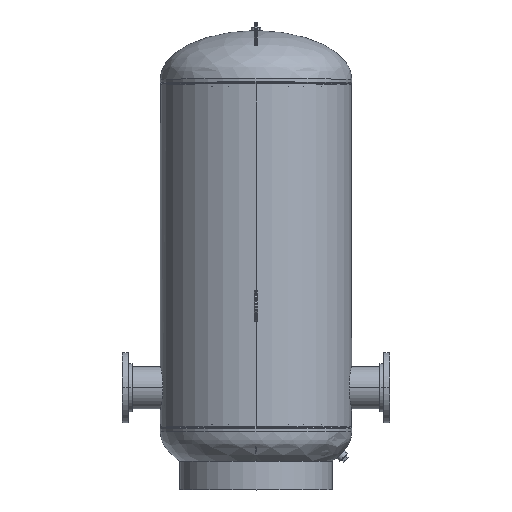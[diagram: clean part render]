
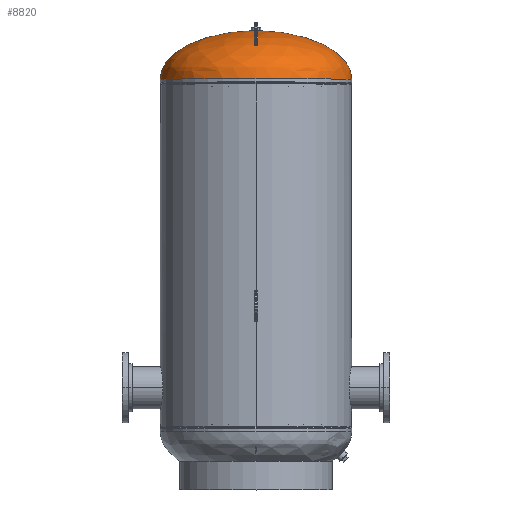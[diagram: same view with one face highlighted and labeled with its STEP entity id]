
A CAD part, top view. The second image highlights one B-rep face of the part: STEP entity #8820.
In plain terms, the highlighted free-form (B-spline) face has degree [3, 3] with [4, 4] control points.
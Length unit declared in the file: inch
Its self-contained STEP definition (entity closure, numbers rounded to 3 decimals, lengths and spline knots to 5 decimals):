
#112 = CARTESIAN_POINT ( 'NONE',  ( -15., 5.08686, 30. ) ) ;
#174 = CARTESIAN_POINT ( 'NONE',  ( -0.625, 8.36841, 0. ) ) ;
#177 = CARTESIAN_POINT ( 'NONE',  ( 9.11675, 8.18929, 18.23349 ) ) ;
#237 = DIRECTION ( 'NONE',  ( 0., 1., 0. ) ) ;
#316 = CARTESIAN_POINT ( 'NONE',  ( -0.625, 8.36841, 1.25 ) ) ;
#681 = VERTEX_POINT ( 'NONE', #7351 ) ;
#1198 = CARTESIAN_POINT ( 'NONE',  ( -9.11675, 8.18929, 18.23349 ) ) ;
#1268 = DIRECTION ( 'NONE',  ( -1., 0., 0. ) ) ;
#1324 = CARTESIAN_POINT ( 'NONE',  ( 0., 0.788, 0. ) ) ;
#1407 = CARTESIAN_POINT ( 'NONE',  ( 15., 0.788, 30. ) ) ;
#1641 = EDGE_CURVE ( 'NONE', #5792, #9782, #7710, .T. ) ;
#2078 = CARTESIAN_POINT ( 'NONE',  ( -15., 5.08686, 0. ) ) ;
#2137 = ORIENTED_EDGE ( 'NONE', *, *, #4994, .T. ) ;
#2307 =( BOUNDED_CURVE ( )  B_SPLINE_CURVE ( 3, ( #3179, #9149, #9271, #10231 ),
 .UNSPECIFIED., .F., .F. ) 
 B_SPLINE_CURVE_WITH_KNOTS ( ( 4, 4 ),
 ( 4.75407, 6.28319 ),
 .UNSPECIFIED. ) 
 CURVE ( )  GEOMETRIC_REPRESENTATION_ITEM ( )  RATIONAL_B_SPLINE_CURVE ( ( 1., 0.814, 0.814, 1. ) ) 
 REPRESENTATION_ITEM ( '' )  );
#2322 = EDGE_CURVE ( 'NONE', #5792, #4881, #2307, .T. ) ;
#2345 = CARTESIAN_POINT ( 'NONE',  ( 15., 0.788, 0. ) ) ;
#2409 = CARTESIAN_POINT ( 'NONE',  ( -0.625, 8.36841, 0. ) ) ;
#2500 = CARTESIAN_POINT ( 'NONE',  ( 0.625, 8.36841, 0. ) ) ;
#3104 =( BOUNDED_SURFACE ( )  B_SPLINE_SURFACE ( 3, 3, ( 
 ( #2409, #316, #4514, #10684 ),
 ( #12524, #1198, #177, #4249 ),
 ( #6347, #112, #4452, #11576 ),
 ( #3494, #4310, #1407, #5460 ) ),
 .UNSPECIFIED., .F., .F., .T. ) 
 B_SPLINE_SURFACE_WITH_KNOTS ( ( 4, 4 ),
 ( 4, 4 ),
 ( 0., 1. ),
 ( 0., 1. ),
 .UNSPECIFIED. ) 
 GEOMETRIC_REPRESENTATION_ITEM ( )  RATIONAL_B_SPLINE_SURFACE ( (
 ( 1., 0.333, 0.333, 1.),
 ( 0.814, 0.271, 0.271, 0.814),
 ( 0.814, 0.271, 0.271, 0.814),
 ( 1., 0.333, 0.333, 1.) ) ) 
 REPRESENTATION_ITEM ( '' )  SURFACE ( )  );
#3179 = CARTESIAN_POINT ( 'NONE',  ( 0.625, 8.36841, 0. ) ) ;
#3283 = DIRECTION ( 'NONE',  ( -1., 0., 0. ) ) ;
#3321 = ORIENTED_EDGE ( 'NONE', *, *, #7978, .T. ) ;
#3494 = CARTESIAN_POINT ( 'NONE',  ( -15., 0.788, 0. ) ) ;
#3828 = ORIENTED_EDGE ( 'NONE', *, *, #9000, .T. ) ;
#4088 = CIRCLE ( 'NONE', #7777, 0.625 ) ;
#4176 = ORIENTED_EDGE ( 'NONE', *, *, #1641, .T. ) ;
#4249 = CARTESIAN_POINT ( 'NONE',  ( 9.11675, 8.18929, 0. ) ) ;
#4310 = CARTESIAN_POINT ( 'NONE',  ( -15., 0.788, 30. ) ) ;
#4354 = CARTESIAN_POINT ( 'NONE',  ( -15., 0.788, 0. ) ) ;
#4452 = CARTESIAN_POINT ( 'NONE',  ( 15., 5.08686, 30. ) ) ;
#4514 = CARTESIAN_POINT ( 'NONE',  ( 0.625, 8.36841, 1.25 ) ) ;
#4553 = CARTESIAN_POINT ( 'NONE',  ( 0., 8.36841, 0. ) ) ;
#4567 =( BOUNDED_CURVE ( )  B_SPLINE_CURVE ( 3, ( #174, #6471, #2078, #6272 ),
 .UNSPECIFIED., .F., .F. ) 
 B_SPLINE_CURVE_WITH_KNOTS ( ( 4, 4 ),
 ( 4.75407, 6.28319 ),
 .UNSPECIFIED. ) 
 CURVE ( )  GEOMETRIC_REPRESENTATION_ITEM ( )  RATIONAL_B_SPLINE_CURVE ( ( 1., 0.814, 0.814, 1. ) ) 
 REPRESENTATION_ITEM ( '' )  );
#4881 = VERTEX_POINT ( 'NONE', #2345 ) ;
#4994 = EDGE_CURVE ( 'NONE', #9873, #4881, #11134, .T. ) ;
#5258 = CARTESIAN_POINT ( 'NONE',  ( 0., 8.36841, 0. ) ) ;
#5460 = CARTESIAN_POINT ( 'NONE',  ( 15., 0.788, 0. ) ) ;
#5533 = AXIS2_PLACEMENT_3D ( 'NONE', #4553, #5695, #9902 ) ;
#5695 = DIRECTION ( 'NONE',  ( 0., -1., 0. ) ) ;
#5792 = VERTEX_POINT ( 'NONE', #2500 ) ;
#6272 = CARTESIAN_POINT ( 'NONE',  ( -15., 0.788, 0. ) ) ;
#6347 = CARTESIAN_POINT ( 'NONE',  ( -15., 5.08686, 0. ) ) ;
#6471 = CARTESIAN_POINT ( 'NONE',  ( -9.11675, 8.18929, 0. ) ) ;
#7351 = CARTESIAN_POINT ( 'NONE',  ( -0.625, 8.36841, 0. ) ) ;
#7710 = CIRCLE ( 'NONE', #5533, 0.625 ) ;
#7777 = AXIS2_PLACEMENT_3D ( 'NONE', #5258, #10542, #1268 ) ;
#7978 = EDGE_CURVE ( 'NONE', #681, #9873, #4567, .T. ) ;
#8599 = FACE_OUTER_BOUND ( 'NONE', #10830, .T. ) ;
#8755 = AXIS2_PLACEMENT_3D ( 'NONE', #1324, #237, #3283 ) ;
#8820 = ADVANCED_FACE ( 'NONE', ( #8599 ), #3104, .T. ) ;
#9000 = EDGE_CURVE ( 'NONE', #9782, #681, #4088, .T. ) ;
#9149 = CARTESIAN_POINT ( 'NONE',  ( 9.11675, 8.18929, 0. ) ) ;
#9271 = CARTESIAN_POINT ( 'NONE',  ( 15., 5.08686, 0. ) ) ;
#9631 = CARTESIAN_POINT ( 'NONE',  ( 0., 8.36841, 0.625 ) ) ;
#9782 = VERTEX_POINT ( 'NONE', #9631 ) ;
#9873 = VERTEX_POINT ( 'NONE', #4354 ) ;
#9902 = DIRECTION ( 'NONE',  ( -1., 0., 0. ) ) ;
#10231 = CARTESIAN_POINT ( 'NONE',  ( 15., 0.788, 0. ) ) ;
#10542 = DIRECTION ( 'NONE',  ( 0., -1., 0. ) ) ;
#10684 = CARTESIAN_POINT ( 'NONE',  ( 0.625, 8.36841, 0. ) ) ;
#10830 = EDGE_LOOP ( 'NONE', ( #3828, #3321, #2137, #12639, #4176 ) ) ;
#11134 = CIRCLE ( 'NONE', #8755, 15. ) ;
#11576 = CARTESIAN_POINT ( 'NONE',  ( 15., 5.08686, 0. ) ) ;
#12524 = CARTESIAN_POINT ( 'NONE',  ( -9.11675, 8.18929, 0. ) ) ;
#12639 = ORIENTED_EDGE ( 'NONE', *, *, #2322, .F. ) ;
